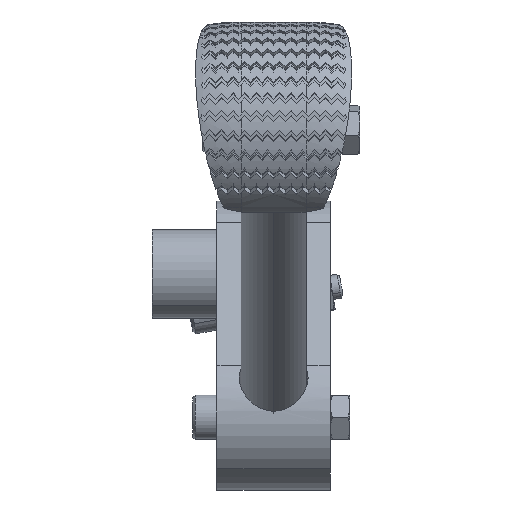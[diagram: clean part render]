
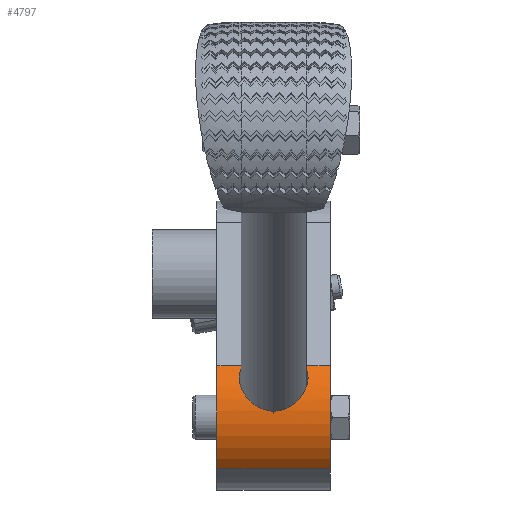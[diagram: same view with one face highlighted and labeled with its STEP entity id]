
A CAD part, front view. The second image highlights one B-rep face of the part: STEP entity #4797.
In plain terms, the highlighted cylindrical face has radius 9 mm (diameter 18 mm), a partial arc.
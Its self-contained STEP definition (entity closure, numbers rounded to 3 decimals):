
#217 = FACE_OUTER_BOUND ( 'NONE', #1683, .T. ) ;
#783 = CYLINDRICAL_SURFACE ( 'NONE', #13513, 9. ) ;
#1160 = CARTESIAN_POINT ( 'NONE',  ( 2.736, 74.061, -3.305 ) ) ;
#1233 = CARTESIAN_POINT ( 'NONE',  ( 11.254, 73.967, -3.458 ) ) ;
#1486 = VECTOR ( 'NONE', #11445, 1000. ) ;
#1556 = CARTESIAN_POINT ( 'NONE',  ( 5.244, 72.617, -7.155 ) ) ;
#1683 = EDGE_LOOP ( 'NONE', ( #28454, #35224, #6279, #15496, #18400, #2228, #27457 ) ) ;
#1841 = DIRECTION ( 'NONE',  ( 0., 0.707, 0.707 ) ) ;
#1849 = AXIS2_PLACEMENT_3D ( 'NONE', #28466, #28087, #1841 ) ;
#2228 = ORIENTED_EDGE ( 'NONE', *, *, #22499, .T. ) ;
#2961 = AXIS2_PLACEMENT_3D ( 'NONE', #35009, #3118, #14233 ) ;
#3118 = DIRECTION ( 'NONE',  ( -1., 0., 0. ) ) ;
#3218 = B_SPLINE_CURVE_WITH_KNOTS ( 'NONE', 3,
 ( #28188, #10311, #7022, #25450, #31101, #21769, #1556, #19065, #4859, #7211, #37311, #18864, #13439, #16348, #27783, #10697, #37121, #25265, #7402, #1160, #10503, #13039, #22351, #30714, #12849, #31298 ),
 .UNSPECIFIED., .F., .F.,
 ( 4, 2, 2, 2, 2, 2, 2, 2, 2, 2, 2, 2, 4 ),
 ( 0.009, 0.009, 0.01, 0.011, 0.012, 0.012, 0.013, 0.014, 0.014, 0.015, 0.016, 0.017, 0.017 ),
 .UNSPECIFIED. ) ;
#3971 = CARTESIAN_POINT ( 'NONE',  ( 11.091, 74.716, -2.444 ) ) ;
#4365 = CARTESIAN_POINT ( 'NONE',  ( 10.049, 72.801, -6.177 ) ) ;
#4411 = DIRECTION ( 'NONE',  ( 1., 0., 0. ) ) ;
#4797 = ADVANCED_FACE ( 'NONE', ( #217 ), #783, .T. ) ;
#4859 = CARTESIAN_POINT ( 'NONE',  ( 4.334, 72.715, -6.554 ) ) ;
#6279 = ORIENTED_EDGE ( 'NONE', *, *, #11759, .T. ) ;
#6778 = CARTESIAN_POINT ( 'NONE',  ( 14., 75.18, -14.682 ) ) ;
#6794 = CARTESIAN_POINT ( 'NONE',  ( 0., 75.18, -1.954 ) ) ;
#6982 = VECTOR ( 'NONE', #18647, 1000. ) ;
#7022 = CARTESIAN_POINT ( 'NONE',  ( 6.639, 72.577, -7.549 ) ) ;
#7095 = CARTESIAN_POINT ( 'NONE',  ( 10.975, 74.946, -2.188 ) ) ;
#7211 = CARTESIAN_POINT ( 'NONE',  ( 3.95, 72.802, -6.176 ) ) ;
#7402 = CARTESIAN_POINT ( 'NONE',  ( 2.777, 73.678, -3.93 ) ) ;
#8015 = CARTESIAN_POINT ( 'NONE',  ( 7.903, 72.585, -7.457 ) ) ;
#9166 = B_SPLINE_CURVE_WITH_KNOTS ( 'NONE', 3,
 ( #33687, #7095, #3971, #25152, #24565, #37007, #1233, #13112, #22043, #33890, #36412, #19144, #30395, #30977, #33303, #9799, #4365, #18554, #27472, #28058, #15846, #21645, #22234, #8015, #31701, #16946, #27671, #35381 ),
 .UNSPECIFIED., .F., .F.,
 ( 4, 2, 2, 2, 2, 2, 2, 2, 2, 2, 2, 2, 2, 4 ),
 ( 0., 0.001, 0.002, 0.002, 0.003, 0.004, 0.004, 0.005, 0.005, 0.007, 0.007, 0.008, 0.008, 0.009 ),
 .UNSPECIFIED. ) ;
#9551 = DIRECTION ( 'NONE',  ( 0., -0.707, -0.707 ) ) ;
#9631 = EDGE_CURVE ( 'NONE', #19820, #33790, #19733, .T. ) ;
#9799 = CARTESIAN_POINT ( 'NONE',  ( 10.171, 72.835, -6.044 ) ) ;
#10311 = CARTESIAN_POINT ( 'NONE',  ( 6.819, 72.576, -7.562 ) ) ;
#10503 = CARTESIAN_POINT ( 'NONE',  ( 2.763, 74.269, -3.008 ) ) ;
#10697 = CARTESIAN_POINT ( 'NONE',  ( 3.075, 73.228, -4.873 ) ) ;
#11332 = CARTESIAN_POINT ( 'NONE',  ( 10.816, 75.18, -1.954 ) ) ;
#11445 = DIRECTION ( 'NONE',  ( 1., 0., 0. ) ) ;
#11759 = EDGE_CURVE ( 'NONE', #23848, #25043, #32863, .T. ) ;
#12849 = CARTESIAN_POINT ( 'NONE',  ( 3.105, 75.063, -2.071 ) ) ;
#13039 = CARTESIAN_POINT ( 'NONE',  ( 2.871, 74.601, -2.589 ) ) ;
#13112 = CARTESIAN_POINT ( 'NONE',  ( 11.224, 73.683, -3.92 ) ) ;
#13439 = CARTESIAN_POINT ( 'NONE',  ( 3.501, 72.955, -5.624 ) ) ;
#13513 = AXIS2_PLACEMENT_3D ( 'NONE', #36537, #30331, #9551 ) ;
#13998 = CARTESIAN_POINT ( 'NONE',  ( 0., 75.18, -1.954 ) ) ;
#14233 = DIRECTION ( 'NONE',  ( 0., 0.707, 0.707 ) ) ;
#15496 = ORIENTED_EDGE ( 'NONE', *, *, #19052, .F. ) ;
#15793 = CARTESIAN_POINT ( 'NONE',  ( 0., 75.18, -14.682 ) ) ;
#15846 = CARTESIAN_POINT ( 'NONE',  ( 8.751, 72.62, -7.146 ) ) ;
#15942 = VERTEX_POINT ( 'NONE', #25993 ) ;
#16348 = CARTESIAN_POINT ( 'NONE',  ( 3.312, 73.053, -5.331 ) ) ;
#16946 = CARTESIAN_POINT ( 'NONE',  ( 7.365, 72.577, -7.548 ) ) ;
#18400 = ORIENTED_EDGE ( 'NONE', *, *, #29237, .T. ) ;
#18554 = CARTESIAN_POINT ( 'NONE',  ( 9.663, 72.714, -6.556 ) ) ;
#18647 = DIRECTION ( 'NONE',  ( 1., 0., 0. ) ) ;
#18864 = CARTESIAN_POINT ( 'NONE',  ( 3.604, 72.912, -5.766 ) ) ;
#19052 = EDGE_CURVE ( 'NONE', #28196, #25043, #33392, .T. ) ;
#19065 = CARTESIAN_POINT ( 'NONE',  ( 4.618, 72.675, -6.777 ) ) ;
#19144 = CARTESIAN_POINT ( 'NONE',  ( 10.774, 73.108, -5.179 ) ) ;
#19733 = CIRCLE ( 'NONE', #2961, 9. ) ;
#19820 = VERTEX_POINT ( 'NONE', #15793 ) ;
#19829 = CARTESIAN_POINT ( 'NONE',  ( 3.184, 75.18, -1.954 ) ) ;
#21645 = CARTESIAN_POINT ( 'NONE',  ( 8.419, 72.602, -7.293 ) ) ;
#21769 = CARTESIAN_POINT ( 'NONE',  ( 5.574, 72.601, -7.304 ) ) ;
#22043 = CARTESIAN_POINT ( 'NONE',  ( 11.156, 73.512, -4.243 ) ) ;
#22234 = CARTESIAN_POINT ( 'NONE',  ( 8.25, 72.596, -7.355 ) ) ;
#22351 = CARTESIAN_POINT ( 'NONE',  ( 2.919, 74.716, -2.453 ) ) ;
#22499 = EDGE_CURVE ( 'NONE', #15942, #23793, #3218, .T. ) ;
#23793 = VERTEX_POINT ( 'NONE', #19829 ) ;
#23848 = VERTEX_POINT ( 'NONE', #6778 ) ;
#24565 = CARTESIAN_POINT ( 'NONE',  ( 11.225, 74.274, -3.01 ) ) ;
#25043 = VERTEX_POINT ( 'NONE', #38214 ) ;
#25152 = CARTESIAN_POINT ( 'NONE',  ( 11.2, 74.384, -2.863 ) ) ;
#25265 = CARTESIAN_POINT ( 'NONE',  ( 2.844, 73.512, -4.243 ) ) ;
#25450 = CARTESIAN_POINT ( 'NONE',  ( 6.28, 72.582, -7.497 ) ) ;
#25993 = CARTESIAN_POINT ( 'NONE',  ( 7., 72.576, -7.562 ) ) ;
#26564 = LINE ( 'NONE', #38054, #1486 ) ;
#27457 = ORIENTED_EDGE ( 'NONE', *, *, #33870, .F. ) ;
#27472 = CARTESIAN_POINT ( 'NONE',  ( 9.38, 72.675, -6.778 ) ) ;
#27601 = EDGE_CURVE ( 'NONE', #19820, #23848, #37608, .T. ) ;
#27671 = CARTESIAN_POINT ( 'NONE',  ( 7.181, 72.576, -7.562 ) ) ;
#27783 = CARTESIAN_POINT ( 'NONE',  ( 3.227, 73.107, -5.181 ) ) ;
#28058 = CARTESIAN_POINT ( 'NONE',  ( 8.914, 72.632, -7.06 ) ) ;
#28087 = DIRECTION ( 'NONE',  ( -1., 0., 0. ) ) ;
#28188 = CARTESIAN_POINT ( 'NONE',  ( 7., 72.576, -7.562 ) ) ;
#28196 = VERTEX_POINT ( 'NONE', #11332 ) ;
#28454 = ORIENTED_EDGE ( 'NONE', *, *, #9631, .F. ) ;
#28466 = CARTESIAN_POINT ( 'NONE',  ( 14., 81.544, -8.318 ) ) ;
#29237 = EDGE_CURVE ( 'NONE', #28196, #15942, #9166, .T. ) ;
#30331 = DIRECTION ( 'NONE',  ( 1., 0., 0. ) ) ;
#30395 = CARTESIAN_POINT ( 'NONE',  ( 10.688, 73.053, -5.332 ) ) ;
#30714 = CARTESIAN_POINT ( 'NONE',  ( 3.036, 74.947, -2.194 ) ) ;
#30977 = CARTESIAN_POINT ( 'NONE',  ( 10.498, 72.955, -5.626 ) ) ;
#31101 = CARTESIAN_POINT ( 'NONE',  ( 6.1, 72.585, -7.458 ) ) ;
#31298 = CARTESIAN_POINT ( 'NONE',  ( 3.184, 75.18, -1.954 ) ) ;
#31701 = CARTESIAN_POINT ( 'NONE',  ( 7.727, 72.582, -7.496 ) ) ;
#32863 = CIRCLE ( 'NONE', #1849, 9. ) ;
#33303 = CARTESIAN_POINT ( 'NONE',  ( 10.395, 72.912, -5.768 ) ) ;
#33392 = LINE ( 'NONE', #6794, #6982 ) ;
#33687 = CARTESIAN_POINT ( 'NONE',  ( 10.816, 75.18, -1.954 ) ) ;
#33790 = VERTEX_POINT ( 'NONE', #13998 ) ;
#33870 = EDGE_CURVE ( 'NONE', #33790, #23793, #26564, .T. ) ;
#33890 = CARTESIAN_POINT ( 'NONE',  ( 10.992, 73.295, -4.714 ) ) ;
#34133 = CARTESIAN_POINT ( 'NONE',  ( 0., 75.18, -14.682 ) ) ;
#35009 = CARTESIAN_POINT ( 'NONE',  ( 0., 81.544, -8.318 ) ) ;
#35224 = ORIENTED_EDGE ( 'NONE', *, *, #27601, .T. ) ;
#35381 = CARTESIAN_POINT ( 'NONE',  ( 7., 72.576, -7.562 ) ) ;
#36412 = CARTESIAN_POINT ( 'NONE',  ( 10.926, 73.229, -4.87 ) ) ;
#36537 = CARTESIAN_POINT ( 'NONE',  ( 0., 81.544, -8.318 ) ) ;
#37007 = CARTESIAN_POINT ( 'NONE',  ( 11.252, 74.066, -3.307 ) ) ;
#37121 = CARTESIAN_POINT ( 'NONE',  ( 3.008, 73.295, -4.714 ) ) ;
#37311 = CARTESIAN_POINT ( 'NONE',  ( 3.828, 72.835, -6.042 ) ) ;
#37608 = LINE ( 'NONE', #34133, #37788 ) ;
#37788 = VECTOR ( 'NONE', #4411, 1000. ) ;
#38054 = CARTESIAN_POINT ( 'NONE',  ( 0., 75.18, -1.954 ) ) ;
#38214 = CARTESIAN_POINT ( 'NONE',  ( 14., 75.18, -1.954 ) ) ;
